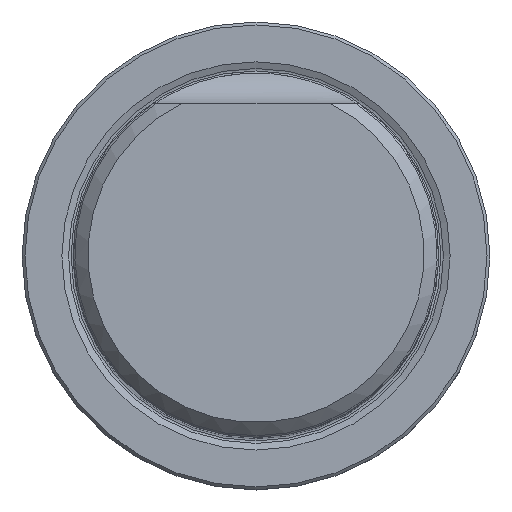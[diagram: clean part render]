
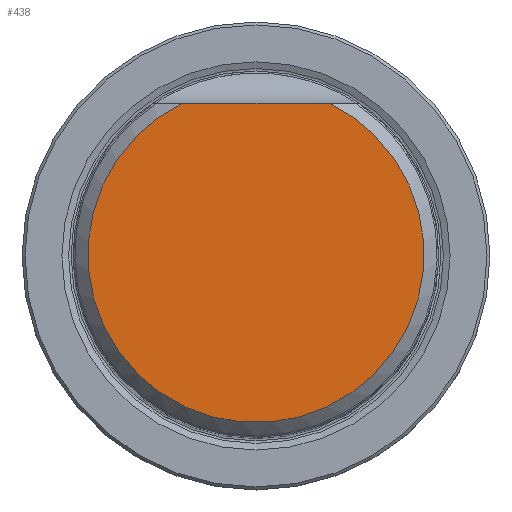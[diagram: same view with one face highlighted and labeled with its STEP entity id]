
A CAD part, top view. The second image highlights one B-rep face of the part: STEP entity #438.
In plain terms, the highlighted planar face has unit normal (0, 0, 1).
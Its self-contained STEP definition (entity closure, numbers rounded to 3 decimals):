
#325=PLANE('',#4591);
#438=ADVANCED_FACE('CU_SU_1',(#740),#325,.F.);
#740=FACE_OUTER_BOUND('',#978,.T.);
#978=EDGE_LOOP('',(#2167,#2168));
#1250=CIRCLE('',#4590,11.497);
#1557=LINE('',#6678,#1781);
#1781=VECTOR('',#5206,1.);
#2167=ORIENTED_EDGE('',*,*,#3790,.F.);
#2168=ORIENTED_EDGE('',*,*,#3791,.F.);
#3353=VERTEX_POINT('',#6676);
#3354=VERTEX_POINT('',#6677);
#3790=EDGE_CURVE('',#3353,#3354,#1250,.T.);
#3791=EDGE_CURVE('',#3354,#3353,#1557,.T.);
#4590=AXIS2_PLACEMENT_3D('',#6675,#5204,#5205);
#4591=AXIS2_PLACEMENT_3D('',#6679,#5207,#5208);
#5204=DIRECTION('',(0.,0.,-1.));
#5205=DIRECTION('',(0.,-1.,0.));
#5206=DIRECTION('',(1.,0.,0.));
#5207=DIRECTION('',(0.,0.,-1.));
#5208=DIRECTION('',(0.,-1.,0.));
#6675=CARTESIAN_POINT('',(0.,0.,56.));
#6676=CARTESIAN_POINT('',(4.999,10.353,56.));
#6677=CARTESIAN_POINT('',(-4.999,10.353,56.));
#6678=CARTESIAN_POINT('',(-12.497,10.353,56.));
#6679=CARTESIAN_POINT('',(0.,0.,56.));
